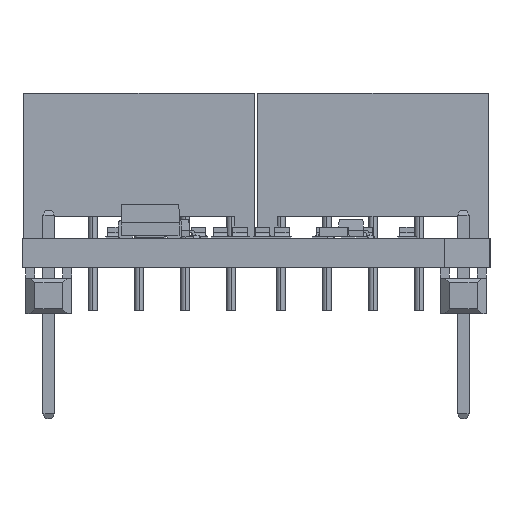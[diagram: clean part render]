
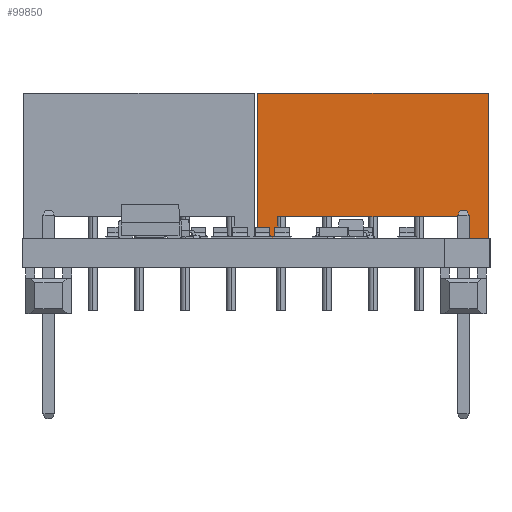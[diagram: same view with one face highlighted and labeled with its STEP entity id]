
A CAD part, left-side view. The second image highlights one B-rep face of the part: STEP entity #99850.
In plain terms, the highlighted face is planar.
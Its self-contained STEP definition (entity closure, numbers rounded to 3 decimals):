
#96760=CARTESIAN_POINT('',(5.25,-6.8,9.525));
#96770=VERTEX_POINT('',#96760);
#98220=CARTESIAN_POINT('',(-5.25,-6.8,9.525));
#98230=VERTEX_POINT('',#98220);
#98260=CARTESIAN_POINT('',(-11.816,-6.8,9.525));
#98270=DIRECTION('',(1.,0.,0.));
#98280=VECTOR('',#98270,1000.);
#98290=LINE('',#98260,#98280);
#98300=EDGE_CURVE('',#98230,#96770,#98290,.T.);
#99060=CARTESIAN_POINT('',(5.25,-4.,9.525));
#99070=DIRECTION('',(0.,-1.,0.));
#99080=VECTOR('',#99070,1000.);
#99090=LINE('',#99060,#99080);
#99100=CARTESIAN_POINT('',(5.25,-8.,9.525));
#99110=VERTEX_POINT('',#99100);
#99120=EDGE_CURVE('',#96770,#99110,#99090,.T.);
#99300=CARTESIAN_POINT('',(-6.35,-8.,9.525));
#99310=DIRECTION('',(0.,0.,1.));
#99320=DIRECTION('',(1.,0.,0.));
#99330=AXIS2_PLACEMENT_3D('',#99300,#99310,#99320);
#99340=PLANE('',#99330);
#99350=CARTESIAN_POINT('',(-6.35,-8.,9.525));
#99360=DIRECTION('',(1.,0.,0.));
#99370=VECTOR('',#99360,1000.);
#99380=LINE('',#99350,#99370);
#99390=CARTESIAN_POINT('',(6.35,-8.,9.525));
#99400=VERTEX_POINT('',#99390);
#99410=EDGE_CURVE('',#99110,#99400,#99380,.T.);
#99420=ORIENTED_EDGE('',*,*,#99410,.T.);
#99430=ORIENTED_EDGE('',*,*,#99120,.T.);
#99440=ORIENTED_EDGE('',*,*,#98300,.T.);
#99450=CARTESIAN_POINT('',(-5.25,-8.,9.525));
#99460=DIRECTION('',(0.,1.,0.));
#99470=VECTOR('',#99460,1000.);
#99480=LINE('',#99450,#99470);
#99490=CARTESIAN_POINT('',(-5.25,-8.,9.525));
#99500=VERTEX_POINT('',#99490);
#99510=EDGE_CURVE('',#99500,#98230,#99480,.T.);
#99520=ORIENTED_EDGE('',*,*,#99510,.T.);
#99530=CARTESIAN_POINT('',(-6.35,-8.,9.525));
#99540=DIRECTION('',(1.,0.,0.));
#99550=VECTOR('',#99540,1000.);
#99560=LINE('',#99530,#99550);
#99570=CARTESIAN_POINT('',(-6.35,-8.,9.525));
#99580=VERTEX_POINT('',#99570);
#99590=EDGE_CURVE('',#99580,#99500,#99560,.T.);
#99600=ORIENTED_EDGE('',*,*,#99590,.T.);
#99610=CARTESIAN_POINT('',(-6.35,-8.,9.525));
#99620=DIRECTION('',(0.,-1.,0.));
#99630=VECTOR('',#99620,1000.);
#99640=LINE('',#99610,#99630);
#99650=CARTESIAN_POINT('',(-6.35,0.,9.525));
#99660=VERTEX_POINT('',#99650);
#99670=EDGE_CURVE('',#99660,#99580,#99640,.T.);
#99680=ORIENTED_EDGE('',*,*,#99670,.T.);
#99690=CARTESIAN_POINT('',(-6.35,0.,9.525));
#99700=DIRECTION('',(-1.,0.,0.));
#99710=VECTOR('',#99700,1000.);
#99720=LINE('',#99690,#99710);
#99730=CARTESIAN_POINT('',(6.35,0.,9.525));
#99740=VERTEX_POINT('',#99730);
#99750=EDGE_CURVE('',#99740,#99660,#99720,.T.);
#99760=ORIENTED_EDGE('',*,*,#99750,.T.);
#99770=CARTESIAN_POINT('',(6.35,-8.,9.525));
#99780=DIRECTION('',(0.,1.,0.));
#99790=VECTOR('',#99780,1000.);
#99800=LINE('',#99770,#99790);
#99810=EDGE_CURVE('',#99400,#99740,#99800,.T.);
#99820=ORIENTED_EDGE('',*,*,#99810,.T.);
#99830=EDGE_LOOP('',(#99820,#99760,#99680,#99600,#99520,#99440,#99430,
#99420));
#99840=FACE_OUTER_BOUND('',#99830,.T.);
#99850=ADVANCED_FACE('',(#99840),#99340,.T.);
